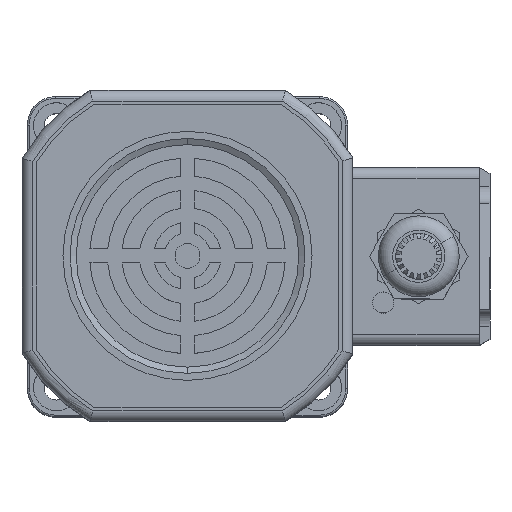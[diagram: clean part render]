
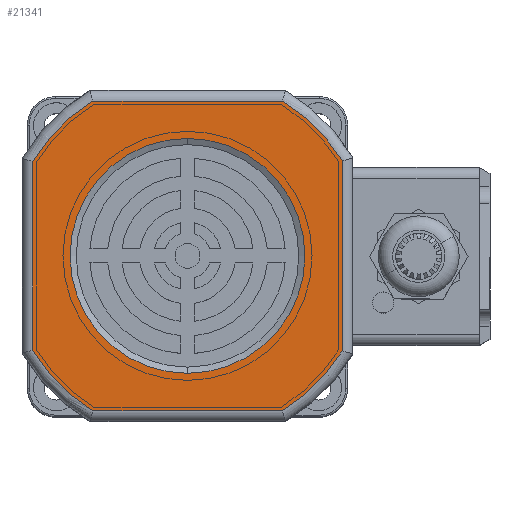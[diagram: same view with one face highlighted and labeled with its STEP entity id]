
A CAD part, top view. The second image highlights one B-rep face of the part: STEP entity #21341.
In plain terms, the highlighted face is planar.
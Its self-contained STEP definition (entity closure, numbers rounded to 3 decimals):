
#77 = DIRECTION ( 'NONE',  ( 1., 0., 0. ) ) ;
#231 = LINE ( 'NONE', #16512, #1520 ) ;
#626 = AXIS2_PLACEMENT_3D ( 'NONE', #10492, #4195, #18976 ) ;
#794 = CARTESIAN_POINT ( 'NONE',  ( 0., 0., 33. ) ) ;
#1105 = FACE_BOUND ( 'NONE', #18064, .T. ) ;
#1255 = VERTEX_POINT ( 'NONE', #20769 ) ;
#1308 = ORIENTED_EDGE ( 'NONE', *, *, #23699, .T. ) ;
#1520 = VECTOR ( 'NONE', #1630, 1000. ) ;
#1630 = DIRECTION ( 'NONE',  ( 0., 0., 1. ) ) ;
#1840 = ORIENTED_EDGE ( 'NONE', *, *, #2252, .T. ) ;
#1907 = VERTEX_POINT ( 'NONE', #6029 ) ;
#2252 = EDGE_CURVE ( 'NONE', #11759, #7638, #10818, .T. ) ;
#2398 = CARTESIAN_POINT ( 'NONE',  ( -43.5, 0., 0. ) ) ;
#2463 = EDGE_CURVE ( 'NONE', #21544, #5472, #13131, .T. ) ;
#2837 = EDGE_CURVE ( 'NONE', #1255, #11759, #231, .T. ) ;
#3150 = ORIENTED_EDGE ( 'NONE', *, *, #2837, .T. ) ;
#3455 = EDGE_LOOP ( 'NONE', ( #26752, #13622, #20124, #9985, #3150, #1840, #1308, #10764 ) ) ;
#4195 = DIRECTION ( 'NONE',  ( 0., 1., 0. ) ) ;
#4635 = CARTESIAN_POINT ( 'NONE',  ( 43.5, 0., 26.705 ) ) ;
#4901 = AXIS2_PLACEMENT_3D ( 'NONE', #12599, #27350, #14724 ) ;
#4920 = DIRECTION ( 'NONE',  ( 0., -1., 0. ) ) ;
#5472 = VERTEX_POINT ( 'NONE', #11961 ) ;
#5837 = CARTESIAN_POINT ( 'NONE',  ( 0.05, 0., 0. ) ) ;
#6029 = CARTESIAN_POINT ( 'NONE',  ( -43.5, 0., -26.54 ) ) ;
#6362 = AXIS2_PLACEMENT_3D ( 'NONE', #22574, #9932, #24690 ) ;
#7638 = VERTEX_POINT ( 'NONE', #26195 ) ;
#7681 = CARTESIAN_POINT ( 'NONE',  ( -26.572, 0., 43.5 ) ) ;
#7984 = DIRECTION ( 'NONE',  ( 0., 0., 1. ) ) ;
#8711 = CARTESIAN_POINT ( 'NONE',  ( 0.05, 0., 0. ) ) ;
#8890 = EDGE_CURVE ( 'NONE', #5472, #21544, #12540, .T. ) ;
#9170 = VERTEX_POINT ( 'NONE', #24239 ) ;
#9720 = AXIS2_PLACEMENT_3D ( 'NONE', #8711, #23490, #10827 ) ;
#9932 = DIRECTION ( 'NONE',  ( 0., -1., 0. ) ) ;
#9934 = ORIENTED_EDGE ( 'NONE', *, *, #8890, .F. ) ;
#9974 = DIRECTION ( 'NONE',  ( 0., -1., 0. ) ) ;
#9985 = ORIENTED_EDGE ( 'NONE', *, *, #20135, .T. ) ;
#10492 = CARTESIAN_POINT ( 'NONE',  ( 0.05, 0., 0. ) ) ;
#10590 = CARTESIAN_POINT ( 'NONE',  ( 0.05, 0., -43.5 ) ) ;
#10764 = ORIENTED_EDGE ( 'NONE', *, *, #12031, .T. ) ;
#10818 = CIRCLE ( 'NONE', #4901, 51. ) ;
#10827 = DIRECTION ( 'NONE',  ( 0., 0., 1. ) ) ;
#10884 = EDGE_CURVE ( 'NONE', #1907, #16790, #15742, .T. ) ;
#11676 = VECTOR ( 'NONE', #77, 1000. ) ;
#11759 = VERTEX_POINT ( 'NONE', #4635 ) ;
#11961 = CARTESIAN_POINT ( 'NONE',  ( 0., 0., -33. ) ) ;
#12031 = EDGE_CURVE ( 'NONE', #13512, #9170, #15510, .T. ) ;
#12540 = CIRCLE ( 'NONE', #6362, 33. ) ;
#12599 = CARTESIAN_POINT ( 'NONE',  ( 0.05, 0., 0. ) ) ;
#12972 = VECTOR ( 'NONE', #17851, 1000. ) ;
#13131 = CIRCLE ( 'NONE', #21909, 33. ) ;
#13337 = VERTEX_POINT ( 'NONE', #19668 ) ;
#13512 = VERTEX_POINT ( 'NONE', #7681 ) ;
#13622 = ORIENTED_EDGE ( 'NONE', *, *, #10884, .T. ) ;
#13942 = CARTESIAN_POINT ( 'NONE',  ( -26.572, 0., -43.5 ) ) ;
#14724 = DIRECTION ( 'NONE',  ( 0., 0., 1. ) ) ;
#14942 = EDGE_CURVE ( 'NONE', #9170, #1907, #17027, .T. ) ;
#15510 = CIRCLE ( 'NONE', #26039, 51. ) ;
#15742 = CIRCLE ( 'NONE', #9720, 51. ) ;
#16512 = CARTESIAN_POINT ( 'NONE',  ( 43.5, 0., 0. ) ) ;
#16790 = VERTEX_POINT ( 'NONE', #13942 ) ;
#17027 = LINE ( 'NONE', #2398, #21306 ) ;
#17058 = ORIENTED_EDGE ( 'NONE', *, *, #2463, .F. ) ;
#17584 = CARTESIAN_POINT ( 'NONE',  ( 0., 0., 0. ) ) ;
#17851 = DIRECTION ( 'NONE',  ( -1., 0., 0. ) ) ;
#17950 = FACE_OUTER_BOUND ( 'NONE', #3455, .T. ) ;
#18064 = EDGE_LOOP ( 'NONE', ( #9934, #17058 ) ) ;
#18551 = LINE ( 'NONE', #26245, #12972 ) ;
#18976 = DIRECTION ( 'NONE',  ( 0., 0., 1. ) ) ;
#19668 = CARTESIAN_POINT ( 'NONE',  ( 26.673, 0., -43.5 ) ) ;
#19692 = DIRECTION ( 'NONE',  ( 0., 0., -1. ) ) ;
#20124 = ORIENTED_EDGE ( 'NONE', *, *, #21359, .T. ) ;
#20135 = EDGE_CURVE ( 'NONE', #13337, #1255, #24930, .T. ) ;
#20607 = DIRECTION ( 'NONE',  ( 0., -1., 0. ) ) ;
#20769 = CARTESIAN_POINT ( 'NONE',  ( 43.5, 0., -26.705 ) ) ;
#21306 = VECTOR ( 'NONE', #21409, 1000. ) ;
#21341 = ADVANCED_FACE ( 'NONE', ( #17950, #1105 ), #25252, .F. ) ;
#21359 = EDGE_CURVE ( 'NONE', #16790, #13337, #22907, .T. ) ;
#21409 = DIRECTION ( 'NONE',  ( 0., 0., -1. ) ) ;
#21544 = VERTEX_POINT ( 'NONE', #794 ) ;
#21909 = AXIS2_PLACEMENT_3D ( 'NONE', #17584, #4920, #19692 ) ;
#22574 = CARTESIAN_POINT ( 'NONE',  ( 0., 0., 0. ) ) ;
#22620 = CARTESIAN_POINT ( 'NONE',  ( 0.05, 0., 0. ) ) ;
#22907 = LINE ( 'NONE', #10590, #11676 ) ;
#23490 = DIRECTION ( 'NONE',  ( 0., -1., 0. ) ) ;
#23598 = AXIS2_PLACEMENT_3D ( 'NONE', #5837, #20607, #7984 ) ;
#23699 = EDGE_CURVE ( 'NONE', #7638, #13512, #18551, .T. ) ;
#24239 = CARTESIAN_POINT ( 'NONE',  ( -43.5, 0., 26.54 ) ) ;
#24690 = DIRECTION ( 'NONE',  ( 0., 0., -1. ) ) ;
#24743 = DIRECTION ( 'NONE',  ( 0., 0., 1. ) ) ;
#24930 = CIRCLE ( 'NONE', #23598, 51. ) ;
#25252 = PLANE ( 'NONE',  #626 ) ;
#26039 = AXIS2_PLACEMENT_3D ( 'NONE', #22620, #9974, #24743 ) ;
#26195 = CARTESIAN_POINT ( 'NONE',  ( 26.673, 0., 43.5 ) ) ;
#26245 = CARTESIAN_POINT ( 'NONE',  ( 0.05, 0., 43.5 ) ) ;
#26752 = ORIENTED_EDGE ( 'NONE', *, *, #14942, .T. ) ;
#27350 = DIRECTION ( 'NONE',  ( 0., -1., 0. ) ) ;
